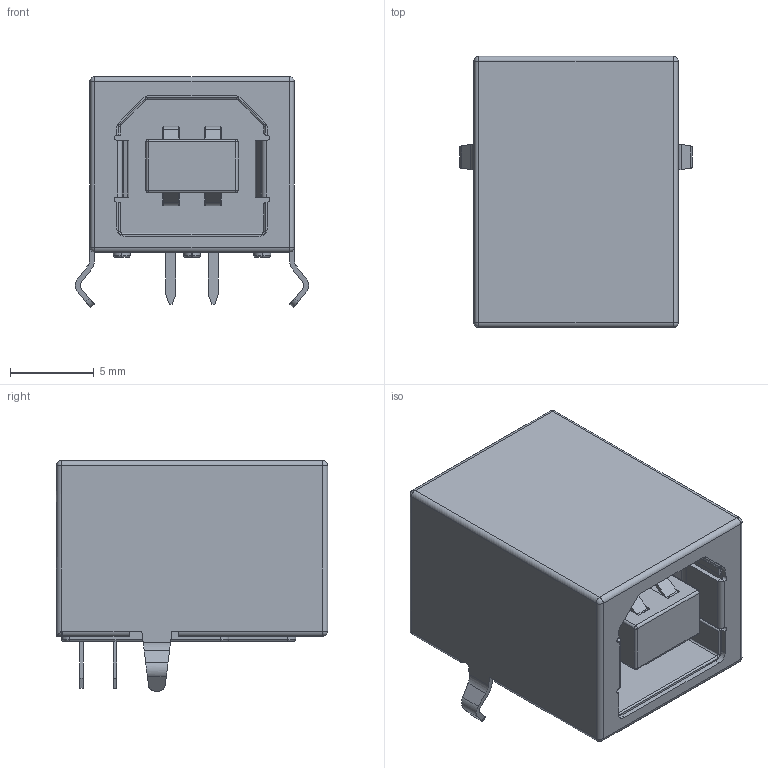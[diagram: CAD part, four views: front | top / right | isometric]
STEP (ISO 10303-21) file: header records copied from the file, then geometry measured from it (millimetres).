
FILE_DESCRIPTION(('FreeCAD Model'),'2;1');
FILE_NAME('Open CASCADE Shape Model','2024-06-11T18:02:31',(''),(''), 'Open CASCADE STEP processor 7.6','FreeCAD','Unknown');
FILE_SCHEMA(('AUTOMOTIVE_DESIGN { 1 0 10303 214 1 1 1 1 }'));
Length unit declared in the file: millimetre
Products named in the file (2): USB-B_TH_BF90; SOLID
Assembly tree (1 placements, depth 2):
  USB-B_TH_BF90
    SOLID
Bounding box: 13.92 x 16.2 x 13.8 mm (x, y, z)
Volume: 1592.2 mm3; surface area: 1760.4 mm2
Topology: 1 solids, 1 shells, 722 faces, 1840 edges, 1146 vertices
Faces by surface type: plane 455, cylinder 127, bspline 112, torus 18, sphere 10
Entity records: 52539 total; most frequent: CARTESIAN_POINT 13108, DIRECTION 6053, LINE 4263, VECTOR 4263, ORIENTED_EDGE 3660, PCURVE 3660, DEFINITIONAL_REPRESENTATION 3660, EDGE_CURVE 1830
